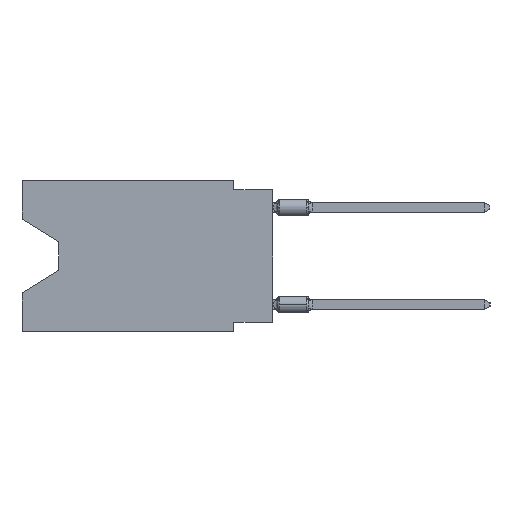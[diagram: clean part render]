
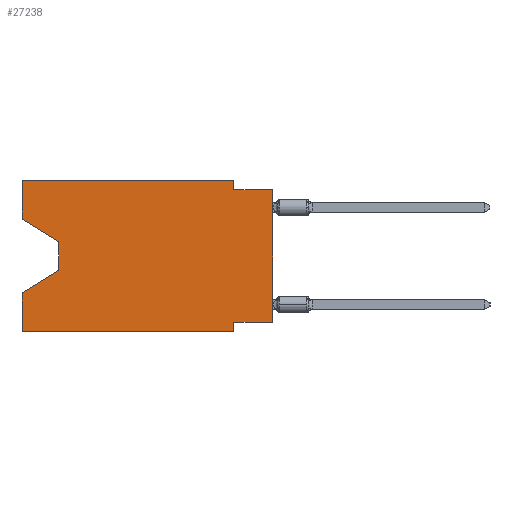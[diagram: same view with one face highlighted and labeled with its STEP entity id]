
A CAD part, left-side view. The second image highlights one B-rep face of the part: STEP entity #27238.
In plain terms, the highlighted planar face has unit normal (-1, 0, 0).
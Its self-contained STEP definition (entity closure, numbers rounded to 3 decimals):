
#268 = CARTESIAN_POINT ( 'NONE',  ( 0., 13.97, -5.893 ) ) ;
#446 = LINE ( 'NONE', #20394, #23482 ) ;
#1035 = CARTESIAN_POINT ( 'NONE',  ( 0., 2.54, -9.906 ) ) ;
#1044 = EDGE_CURVE ( 'NONE', #7747, #1950, #14451, .T. ) ;
#1199 = DIRECTION ( 'NONE',  ( 0., -1., 0. ) ) ;
#1612 = PLANE ( 'NONE',  #21195 ) ;
#1918 = VECTOR ( 'NONE', #1199, 1000. ) ;
#1950 = VERTEX_POINT ( 'NONE', #12311 ) ;
#2328 = CARTESIAN_POINT ( 'NONE',  ( 0., 0., 0. ) ) ;
#2402 = ORIENTED_EDGE ( 'NONE', *, *, #20644, .T. ) ;
#2449 = EDGE_CURVE ( 'NONE', #31720, #8052, #20514, .T. ) ;
#2513 = CARTESIAN_POINT ( 'NONE',  ( 0., 16.383, 0. ) ) ;
#2792 = VERTEX_POINT ( 'NONE', #3000 ) ;
#3000 = CARTESIAN_POINT ( 'NONE',  ( 0., 2.54, -9.906 ) ) ;
#3047 = CARTESIAN_POINT ( 'NONE',  ( 0., 2.54, -9.271 ) ) ;
#3261 = EDGE_CURVE ( 'NONE', #4743, #31720, #446, .T. ) ;
#4478 = EDGE_CURVE ( 'NONE', #7901, #1950, #22433, .T. ) ;
#4487 = CARTESIAN_POINT ( 'NONE',  ( 0., 16.383, -9.906 ) ) ;
#4743 = VERTEX_POINT ( 'NONE', #29341 ) ;
#5103 = ORIENTED_EDGE ( 'NONE', *, *, #3261, .F. ) ;
#5807 = LINE ( 'NONE', #31549, #1918 ) ;
#5957 = CARTESIAN_POINT ( 'NONE',  ( 0., 13.97, -4.013 ) ) ;
#6294 = ORIENTED_EDGE ( 'NONE', *, *, #21453, .T. ) ;
#6732 = VECTOR ( 'NONE', #16207, 1000. ) ;
#6778 = ORIENTED_EDGE ( 'NONE', *, *, #31517, .F. ) ;
#7747 = VERTEX_POINT ( 'NONE', #268 ) ;
#7808 = DIRECTION ( 'NONE',  ( 0., -1., 0. ) ) ;
#7901 = VERTEX_POINT ( 'NONE', #4487 ) ;
#7909 = EDGE_CURVE ( 'NONE', #19323, #9970, #32031, .T. ) ;
#8052 = VERTEX_POINT ( 'NONE', #20303 ) ;
#9880 = ORIENTED_EDGE ( 'NONE', *, *, #31491, .T. ) ;
#9914 = ORIENTED_EDGE ( 'NONE', *, *, #30692, .F. ) ;
#9970 = VERTEX_POINT ( 'NONE', #5957 ) ;
#10457 = LINE ( 'NONE', #18065, #22173 ) ;
#11666 = CARTESIAN_POINT ( 'NONE',  ( 0., 16.383, 0. ) ) ;
#11833 = FACE_OUTER_BOUND ( 'NONE', #16064, .T. ) ;
#11992 = DIRECTION ( 'NONE',  ( 1., 0., 0. ) ) ;
#12311 = CARTESIAN_POINT ( 'NONE',  ( 0., 16.383, -7.36 ) ) ;
#12550 = VERTEX_POINT ( 'NONE', #30924 ) ;
#13071 = LINE ( 'NONE', #1035, #6732 ) ;
#13739 = CARTESIAN_POINT ( 'NONE',  ( 0., 2.54, -0.635 ) ) ;
#14451 = LINE ( 'NONE', #27348, #23607 ) ;
#15072 = CARTESIAN_POINT ( 'NONE',  ( 0., 0., -0.635 ) ) ;
#15124 = VECTOR ( 'NONE', #22293, 1000. ) ;
#15940 = DIRECTION ( 'NONE',  ( 0., 0., -1. ) ) ;
#16064 = EDGE_LOOP ( 'NONE', ( #27609, #9880, #29410, #24594, #2402, #31005, #6778, #6294, #16573, #5103, #9914, #18857 ) ) ;
#16207 = DIRECTION ( 'NONE',  ( 0., 0., -1. ) ) ;
#16573 = ORIENTED_EDGE ( 'NONE', *, *, #2449, .F. ) ;
#17202 = VERTEX_POINT ( 'NONE', #29986 ) ;
#17590 = VERTEX_POINT ( 'NONE', #3047 ) ;
#17831 = DIRECTION ( 'NONE',  ( 0., 0., 1. ) ) ;
#17865 = VECTOR ( 'NONE', #7808, 1000. ) ;
#18065 = CARTESIAN_POINT ( 'NONE',  ( 0., 0., -9.271 ) ) ;
#18857 = ORIENTED_EDGE ( 'NONE', *, *, #32351, .F. ) ;
#19323 = VERTEX_POINT ( 'NONE', #25116 ) ;
#19410 = DIRECTION ( 'NONE',  ( 0., 0.855, -0.519 ) ) ;
#20297 = LINE ( 'NONE', #2328, #26242 ) ;
#20303 = CARTESIAN_POINT ( 'NONE',  ( 0., 0., -0.635 ) ) ;
#20394 = CARTESIAN_POINT ( 'NONE',  ( 0., 2.54, 0. ) ) ;
#20514 = LINE ( 'NONE', #15072, #17865 ) ;
#20644 = EDGE_CURVE ( 'NONE', #7901, #2792, #5807, .T. ) ;
#21191 = EDGE_CURVE ( 'NONE', #17590, #2792, #13071, .T. ) ;
#21195 = AXIS2_PLACEMENT_3D ( 'NONE', #11666, #11992, #22055 ) ;
#21309 = CARTESIAN_POINT ( 'NONE',  ( 0., 16.383, 0. ) ) ;
#21453 = EDGE_CURVE ( 'NONE', #17202, #8052, #20297, .T. ) ;
#21472 = LINE ( 'NONE', #21309, #24311 ) ;
#22025 = LINE ( 'NONE', #24182, #22696 ) ;
#22055 = DIRECTION ( 'NONE',  ( 0., 0., -1. ) ) ;
#22173 = VECTOR ( 'NONE', #28134, 1000. ) ;
#22293 = DIRECTION ( 'NONE',  ( 0., -0.855, -0.519 ) ) ;
#22433 = LINE ( 'NONE', #25394, #27148 ) ;
#22696 = VECTOR ( 'NONE', #31927, 1000. ) ;
#22794 = LINE ( 'NONE', #2513, #26079 ) ;
#23482 = VECTOR ( 'NONE', #15940, 1000. ) ;
#23607 = VECTOR ( 'NONE', #19410, 1000. ) ;
#23846 = CARTESIAN_POINT ( 'NONE',  ( 0., 16.383, -2.546 ) ) ;
#24182 = CARTESIAN_POINT ( 'NONE',  ( 0., 13.97, -4.013 ) ) ;
#24311 = VECTOR ( 'NONE', #29059, 1000. ) ;
#24594 = ORIENTED_EDGE ( 'NONE', *, *, #4478, .F. ) ;
#25116 = CARTESIAN_POINT ( 'NONE',  ( 0., 16.383, -2.546 ) ) ;
#25394 = CARTESIAN_POINT ( 'NONE',  ( 0., 16.383, 0. ) ) ;
#26079 = VECTOR ( 'NONE', #27434, 1000. ) ;
#26242 = VECTOR ( 'NONE', #17831, 1000. ) ;
#27148 = VECTOR ( 'NONE', #27726, 1000. ) ;
#27238 = ADVANCED_FACE ( 'NONE', ( #11833 ), #1612, .F. ) ;
#27348 = CARTESIAN_POINT ( 'NONE',  ( 0., 13.97, -5.893 ) ) ;
#27434 = DIRECTION ( 'NONE',  ( 0., -1., 0. ) ) ;
#27609 = ORIENTED_EDGE ( 'NONE', *, *, #7909, .T. ) ;
#27726 = DIRECTION ( 'NONE',  ( 0., 0., 1. ) ) ;
#28134 = DIRECTION ( 'NONE',  ( 0., 1., 0. ) ) ;
#29059 = DIRECTION ( 'NONE',  ( 0., 0., 1. ) ) ;
#29341 = CARTESIAN_POINT ( 'NONE',  ( 0., 2.54, 0. ) ) ;
#29410 = ORIENTED_EDGE ( 'NONE', *, *, #1044, .T. ) ;
#29986 = CARTESIAN_POINT ( 'NONE',  ( 0., 0., -9.271 ) ) ;
#30692 = EDGE_CURVE ( 'NONE', #12550, #4743, #22794, .T. ) ;
#30924 = CARTESIAN_POINT ( 'NONE',  ( 0., 16.383, 0. ) ) ;
#31005 = ORIENTED_EDGE ( 'NONE', *, *, #21191, .F. ) ;
#31491 = EDGE_CURVE ( 'NONE', #9970, #7747, #22025, .T. ) ;
#31517 = EDGE_CURVE ( 'NONE', #17202, #17590, #10457, .T. ) ;
#31549 = CARTESIAN_POINT ( 'NONE',  ( 0., 16.383, -9.906 ) ) ;
#31720 = VERTEX_POINT ( 'NONE', #13739 ) ;
#31927 = DIRECTION ( 'NONE',  ( 0., 0., -1. ) ) ;
#32031 = LINE ( 'NONE', #23846, #15124 ) ;
#32351 = EDGE_CURVE ( 'NONE', #19323, #12550, #21472, .T. ) ;
